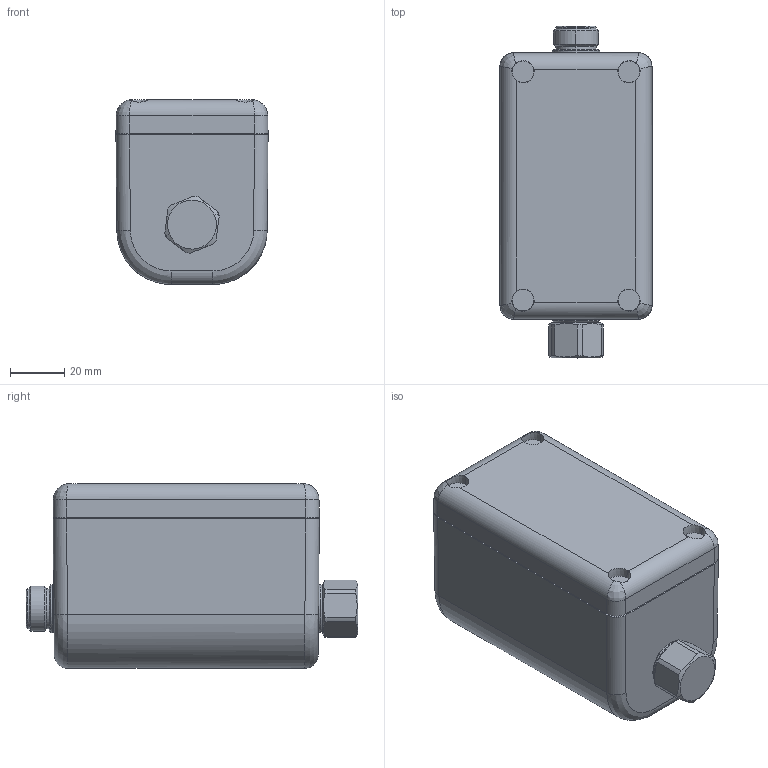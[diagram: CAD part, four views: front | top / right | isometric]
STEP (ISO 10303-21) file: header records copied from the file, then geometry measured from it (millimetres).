
FILE_DESCRIPTION (( 'STEP AP203' ), '1' );
FILE_NAME ('205100Z-18+6451000918.STEP', '2022-02-17T12:18:26', ( '' ), ( '' ), 'SwSTEP 2.0', 'SolidWorks 2016', '' );
FILE_SCHEMA (( 'CONFIG_CONTROL_DESIGN' ));
Length unit declared in the file: millimetre
Products named in the file (1): 205100Z-18+6451000918
Bounding box: 55.96 x 122.1 x 68 mm (x, y, z)
Volume: 353550.2 mm3; surface area: 30811.7 mm2
Topology: 1 solids, 1 shells, 111 faces, 266 edges, 168 vertices
Faces by surface type: plane 35, cylinder 34, cone 22, bspline 18, torus 2
Entity records: 6257 total; most frequent: CARTESIAN_POINT 3740, ORIENTED_EDGE 532, DIRECTION 466, EDGE_CURVE 266, AXIS2_PLACEMENT_3D 180, VERTEX_POINT 168, EDGE_LOOP 122, FACE_OUTER_BOUND 111
